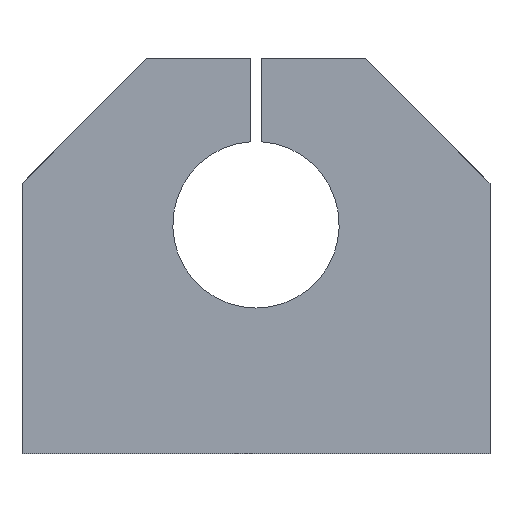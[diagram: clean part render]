
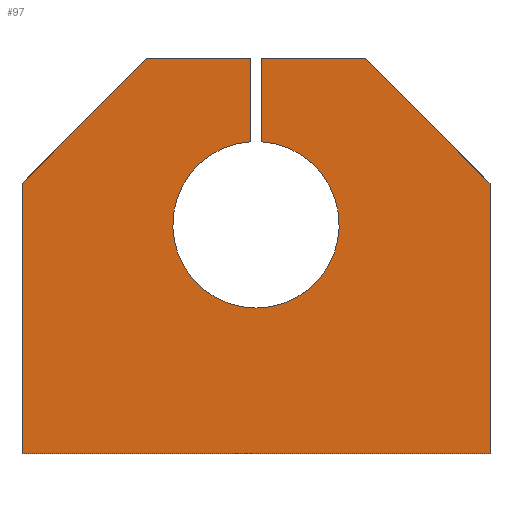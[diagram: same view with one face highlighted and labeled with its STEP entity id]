
A CAD part, front view. The second image highlights one B-rep face of the part: STEP entity #97.
In plain terms, the highlighted planar face has unit normal (0, -1, 0).
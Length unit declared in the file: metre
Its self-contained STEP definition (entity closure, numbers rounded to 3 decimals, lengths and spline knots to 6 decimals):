
#97 = ADVANCED_FACE( '', ( #205 ), #206, .F. );
#205 = FACE_OUTER_BOUND( '', #314, .T. );
#206 = PLANE( '', #315 );
#314 = EDGE_LOOP( '', ( #511, #512, #513, #514, #515, #516, #517, #518, #519, #520 ) );
#315 = AXIS2_PLACEMENT_3D( '', #521, #522, #523 );
#511 = ORIENTED_EDGE( '', *, *, #596, .T. );
#512 = ORIENTED_EDGE( '', *, *, #600, .F. );
#513 = ORIENTED_EDGE( '', *, *, #578, .F. );
#514 = ORIENTED_EDGE( '', *, *, #593, .F. );
#515 = ORIENTED_EDGE( '', *, *, #651, .F. );
#516 = ORIENTED_EDGE( '', *, *, #652, .F. );
#517 = ORIENTED_EDGE( '', *, *, #620, .F. );
#518 = ORIENTED_EDGE( '', *, *, #636, .F. );
#519 = ORIENTED_EDGE( '', *, *, #633, .T. );
#520 = ORIENTED_EDGE( '', *, *, #615, .T. );
#521 = CARTESIAN_POINT( '', ( -0.0225, -0.01, 0. ) );
#522 = DIRECTION( '', ( 0., 1., 0. ) );
#523 = DIRECTION( '', ( 0., 0., 1. ) );
#578 = EDGE_CURVE( '', #668, #670, #671, .T. );
#593 = EDGE_CURVE( '', #694, #668, #696, .T. );
#596 = EDGE_CURVE( '', #701, #699, #702, .T. );
#600 = EDGE_CURVE( '', #670, #699, #707, .T. );
#615 = EDGE_CURVE( '', #729, #701, #730, .T. );
#620 = EDGE_CURVE( '', #736, #738, #739, .T. );
#633 = EDGE_CURVE( '', #757, #729, #758, .T. );
#636 = EDGE_CURVE( '', #757, #736, #761, .T. );
#651 = EDGE_CURVE( '', #781, #694, #782, .T. );
#652 = EDGE_CURVE( '', #738, #781, #783, .T. );
#668 = VERTEX_POINT( '', #802 );
#670 = VERTEX_POINT( '', #805 );
#671 = LINE( '', #806, #807 );
#694 = VERTEX_POINT( '', #915 );
#696 = LINE( '', #918, #919 );
#699 = VERTEX_POINT( '', #922 );
#701 = VERTEX_POINT( '', #925 );
#702 = LINE( '', #926, #927 );
#707 = LINE( '', #934, #935 );
#729 = VERTEX_POINT( '', #965 );
#730 = CIRCLE( '', #966, 0.008 );
#736 = VERTEX_POINT( '', #974 );
#738 = VERTEX_POINT( '', #977 );
#739 = LINE( '', #978, #979 );
#757 = VERTEX_POINT( '', #1002 );
#758 = LINE( '', #1003, #1004 );
#761 = LINE( '', #1008, #1009 );
#781 = VERTEX_POINT( '', #1033 );
#782 = LINE( '', #1034, #1035 );
#783 = LINE( '', #1036, #1037 );
#802 = CARTESIAN_POINT( '', ( -0.0225, -0.01, 0.026 ) );
#805 = CARTESIAN_POINT( '', ( -0.0105, -0.01, 0.038 ) );
#806 = CARTESIAN_POINT( '', ( -0.0225, -0.01, 0.026 ) );
#807 = VECTOR( '', #1057, 1. );
#915 = CARTESIAN_POINT( '', ( -0.0225, -0.01, 0. ) );
#918 = CARTESIAN_POINT( '', ( -0.0225, -0.01, 0. ) );
#919 = VECTOR( '', #1074, 1. );
#922 = CARTESIAN_POINT( '', ( -0.0005, -0.01, 0.038 ) );
#925 = CARTESIAN_POINT( '', ( -0.0005, -0.01, 0.029984 ) );
#926 = CARTESIAN_POINT( '', ( -0.0005, -0.01, 0.022 ) );
#927 = VECTOR( '', #1076, 1. );
#934 = CARTESIAN_POINT( '', ( -0.0105, -0.01, 0.038 ) );
#935 = VECTOR( '', #1079, 1. );
#965 = CARTESIAN_POINT( '', ( 0.0005, -0.01, 0.029984 ) );
#966 = AXIS2_PLACEMENT_3D( '', #1094, #1095, #1096 );
#974 = CARTESIAN_POINT( '', ( 0.0105, -0.01, 0.038 ) );
#977 = CARTESIAN_POINT( '', ( 0.0225, -0.01, 0.026 ) );
#978 = CARTESIAN_POINT( '', ( 0.0105, -0.01, 0.038 ) );
#979 = VECTOR( '', #1100, 1. );
#1002 = CARTESIAN_POINT( '', ( 0.0005, -0.01, 0.038 ) );
#1003 = CARTESIAN_POINT( '', ( 0.0005, -0.01, 0.038 ) );
#1004 = VECTOR( '', #1115, 1. );
#1008 = CARTESIAN_POINT( '', ( -0.0105, -0.01, 0.038 ) );
#1009 = VECTOR( '', #1117, 1. );
#1033 = CARTESIAN_POINT( '', ( 0.0225, -0.01, 0. ) );
#1034 = CARTESIAN_POINT( '', ( 0.0225, -0.01, 0. ) );
#1035 = VECTOR( '', #1131, 1. );
#1036 = CARTESIAN_POINT( '', ( 0.0225, -0.01, 0.026 ) );
#1037 = VECTOR( '', #1132, 1. );
#1057 = DIRECTION( '', ( 0.707, 0., 0.707 ) );
#1074 = DIRECTION( '', ( 0., 0., 1. ) );
#1076 = DIRECTION( '', ( 0., 0., 1. ) );
#1079 = DIRECTION( '', ( 1., 0., 0. ) );
#1094 = CARTESIAN_POINT( '', ( 0., -0.01, 0.022 ) );
#1095 = DIRECTION( '', ( 0., 1., 0. ) );
#1096 = DIRECTION( '', ( 1., 0., 0. ) );
#1100 = DIRECTION( '', ( 0.707, 0., -0.707 ) );
#1115 = DIRECTION( '', ( 0., 0., -1. ) );
#1117 = DIRECTION( '', ( 1., 0., 0. ) );
#1131 = DIRECTION( '', ( -1., 0., 0. ) );
#1132 = DIRECTION( '', ( 0., 0., -1. ) );
